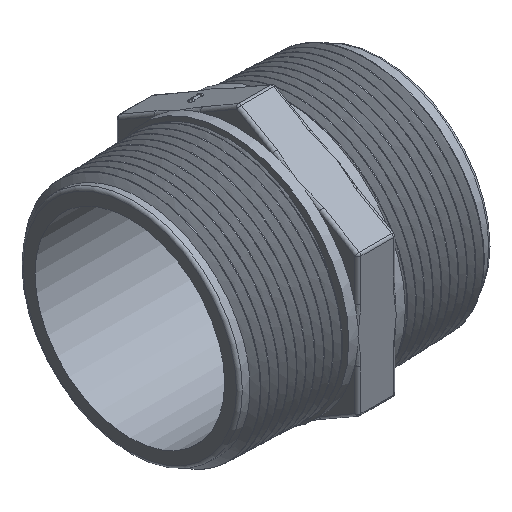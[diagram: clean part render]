
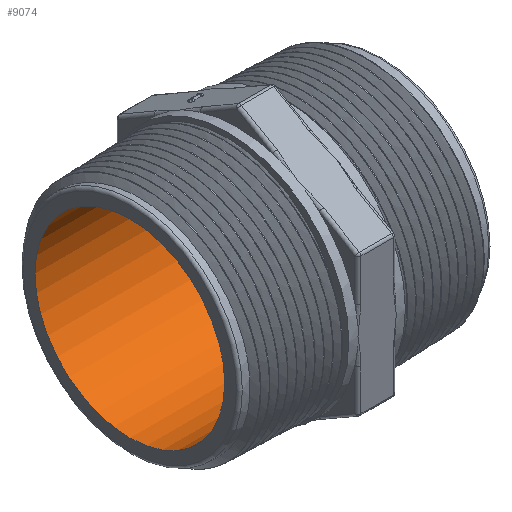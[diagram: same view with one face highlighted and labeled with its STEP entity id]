
A CAD part, isometric view. The second image highlights one B-rep face of the part: STEP entity #9074.
In plain terms, the highlighted cylindrical face has radius 23.876 mm (diameter 47.752 mm), a full revolution.
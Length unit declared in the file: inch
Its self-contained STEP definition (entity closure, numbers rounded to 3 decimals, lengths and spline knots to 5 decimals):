
#3537=CARTESIAN_POINT('',(-1.25,0.94,0.0));
#3538=VERTEX_POINT('',#3537);
#3539=CARTESIAN_POINT('',(-1.25,0.0,0.0));
#3540=DIRECTION('',(1.0,0.0,0.0));
#3541=DIRECTION('',(0.0,1.0,0.0));
#3542=AXIS2_PLACEMENT_3D('',#3539,#3540,#3541);
#3543=CIRCLE('',#3542,0.94);
#3544=EDGE_CURVE('',#3538,#3538,#3543,.T.);
#4751=CARTESIAN_POINT('',(1.25,0.94,0.0));
#4752=VERTEX_POINT('',#4751);
#4753=CARTESIAN_POINT('',(1.25,0.0,0.0));
#4754=DIRECTION('',(1.0,0.0,0.0));
#4755=DIRECTION('',(0.0,1.0,0.0));
#4756=AXIS2_PLACEMENT_3D('',#4753,#4754,#4755);
#4757=CIRCLE('',#4756,0.94);
#4758=EDGE_CURVE('',#4752,#4752,#4757,.T.);
#9063=CARTESIAN_POINT('',(0.0,0.0,0.0));
#9064=DIRECTION('',(1.0,0.0,0.0));
#9065=DIRECTION('',(0.0,1.0,0.0));
#9066=AXIS2_PLACEMENT_3D('',#9063,#9064,#9065);
#9067=CYLINDRICAL_SURFACE('',#9066,0.94);
#9068=ORIENTED_EDGE('',*,*,#3544,.F.);
#9069=EDGE_LOOP('',(#9068));
#9070=FACE_OUTER_BOUND('',#9069,.T.);
#9071=ORIENTED_EDGE('',*,*,#4758,.T.);
#9072=EDGE_LOOP('',(#9071));
#9073=FACE_BOUND('',#9072,.T.);
#9074=ADVANCED_FACE('',(#9070,#9073),#9067,.F.);
